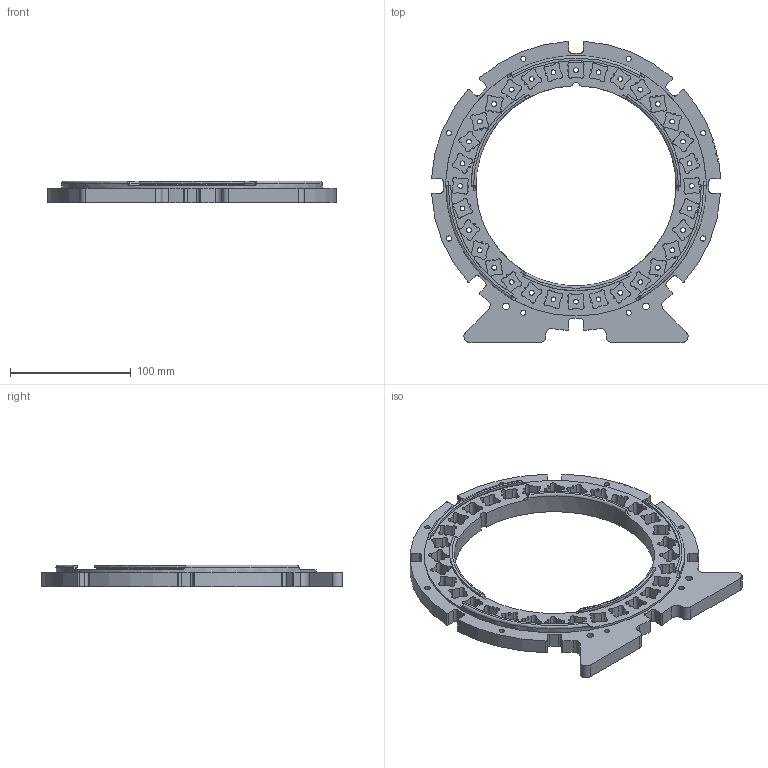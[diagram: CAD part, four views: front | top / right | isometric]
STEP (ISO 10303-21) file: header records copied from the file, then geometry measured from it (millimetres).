
FILE_DESCRIPTION(/* description */ ('STEP AP214'),/* implementation_level */ '2;1');
FILE_NAME(/* name */ 'Ring_3.step',/* time_stamp */ '2025-11-20T19:16:07-03:00',/* author */ (''),/* organization */ (''),/* preprocessor_version */ 'ST-DEVELOPER v20.1',/* originating_system */ 'Autodesk Inventor 2026',/* authorisation */ '');
FILE_SCHEMA (('AUTOMOTIVE_DESIGN { 1 0 10303 214 3 1 1 }'));
Length unit declared in the file: millimetre
Products named in the file (1): Ring_3
Bounding box: 239.58 x 249.79 x 18 mm (x, y, z)
Volume: 278360.5 mm3; surface area: 99685.5 mm2
Topology: 1 solids, 1 shells, 536 faces, 1503 edges, 1002 vertices
Faces by surface type: cylinder 287, plane 237, torus 12
Full cylindrical faces by diameter (mm): 4 x32, 4.3 x8, 5.5 x2, 216 x1
Entity records: 18048 total; most frequent: CARTESIAN_POINT 3534, DIRECTION 3091, ORIENTED_EDGE 3006, EDGE_CURVE 1503, AXIS2_PLACEMENT_3D 1111, VERTEX_POINT 1002, LINE 869, VECTOR 869
